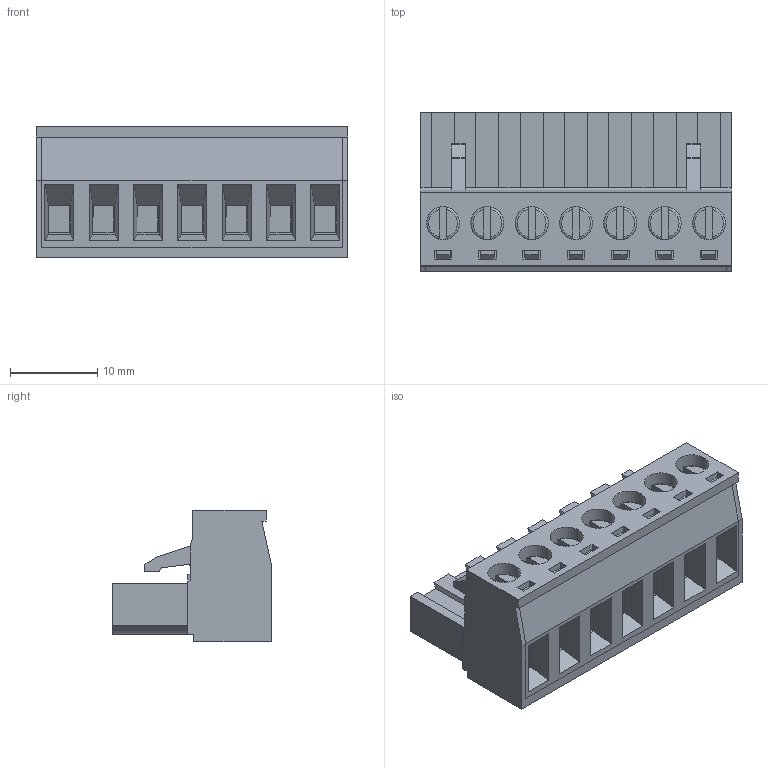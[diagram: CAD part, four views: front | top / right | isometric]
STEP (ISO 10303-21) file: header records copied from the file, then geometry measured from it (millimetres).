
FILE_DESCRIPTION( ( 'Unknown' ), '1' );
FILE_NAME( '691351500007.stp', 'Unknown', ( 'Unknown' ), ( 'Unknown' ), 'PSStep 18.0.17', 'Unknown', ' ' );
FILE_SCHEMA( ( 'AUTOMOTIVE_DESIGN { 1 0 10303 214 1 1 1 1 }' ) );
Length unit declared in the file: millimetre
Products named in the file (6): Assem1; 6913515000xx_CAGE; 6913515000xx_PIN; 6913515000xx_VIS; 691351500007; 691351500007_CAPOT
Assembly tree (23 placements, depth 2):
  Assem1
    6913515000xx_CAGE  x7
    6913515000xx_PIN  x7
    6913515000xx_VIS  x7
    691351500007
    691351500007_CAPOT
Bounding box: 35.66 x 18.2 x 15.1 mm (x, y, z)
Volume: 4143.6 mm3; surface area: 11031 mm2
Topology: 23 solids, 23 shells, 1635 faces, 4444 edges, 2903 vertices
Faces by surface type: plane 1205, cylinder 395, torus 21, cone 14
Full cylindrical faces by diameter (mm): 1.5 x7, 2.2 x7, 2.5 x7, 2.9 x7, 2.95 x7, 3 x7, 3.8 x14
Entity records: 34924 total; most frequent: CARTESIAN_POINT 4899, ORIENTED_EDGE 4738, DIRECTION 4454, EDGE_CURVE 2369, LINE 2102, VECTOR 2102, VERTEX_POINT 1565, AXIS2_PLACEMENT_3D 1176
